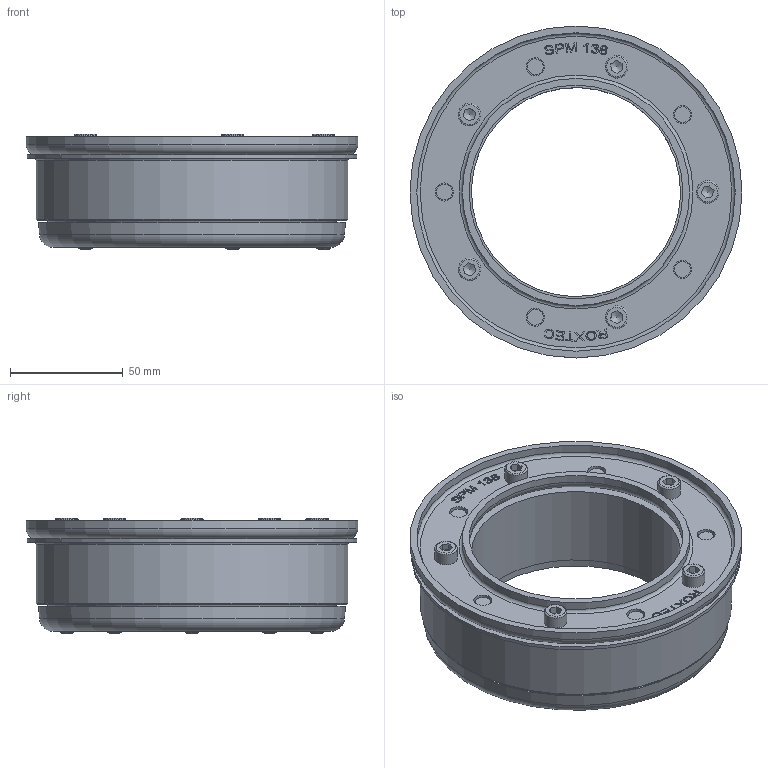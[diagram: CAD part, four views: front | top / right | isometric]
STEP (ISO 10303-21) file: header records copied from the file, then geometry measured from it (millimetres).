
FILE_DESCRIPTION((''),'2;1');
FILE_NAME('SPM138.stp','2016-02-02T11:18:50',(''),(''),'Autodesk Inventor 2013','Autodesk Inventor 2013','');
FILE_SCHEMA(('AUTOMOTIVE_DESIGN { 1 0 10303 214 1 1 1 1 }'));
Length unit declared in the file: millimetre
Products named in the file (6): SPM-Iassembly; 100-053292; 100-053293; 100-053294; 100-053295; 100-002335
Assembly tree (9 placements, depth 3):
  SPM-Iassembly
    100-053292
      100-053293
      100-053294
      100-053295
      100-002335  x5
Bounding box: 147 x 147 x 51 mm (x, y, z)
Volume: 366797.1 mm3; surface area: 104716.5 mm2
Topology: 11 solids, 11 shells, 374 faces, 922 edges, 603 vertices
Faces by surface type: plane 177, bspline 100, cylinder 54, cone 23, torus 20
Full cylindrical faces by diameter (mm): 5.25 x5, 5.9 x10, 6 x10, 6.3 x5, 7 x5, 8 x5, 10 x6, 92.6 x1, 94.6 x2, 100.6 x1, 138 x1, 141 x1, 146 x1, 147 x1
Entity records: 9744 total; most frequent: CARTESIAN_POINT 2883, ORIENTED_EDGE 1410, DIRECTION 1066, EDGE_CURVE 705, VERTEX_POINT 507, EDGE_LOOP 464, VECTOR 386, LINE 386
